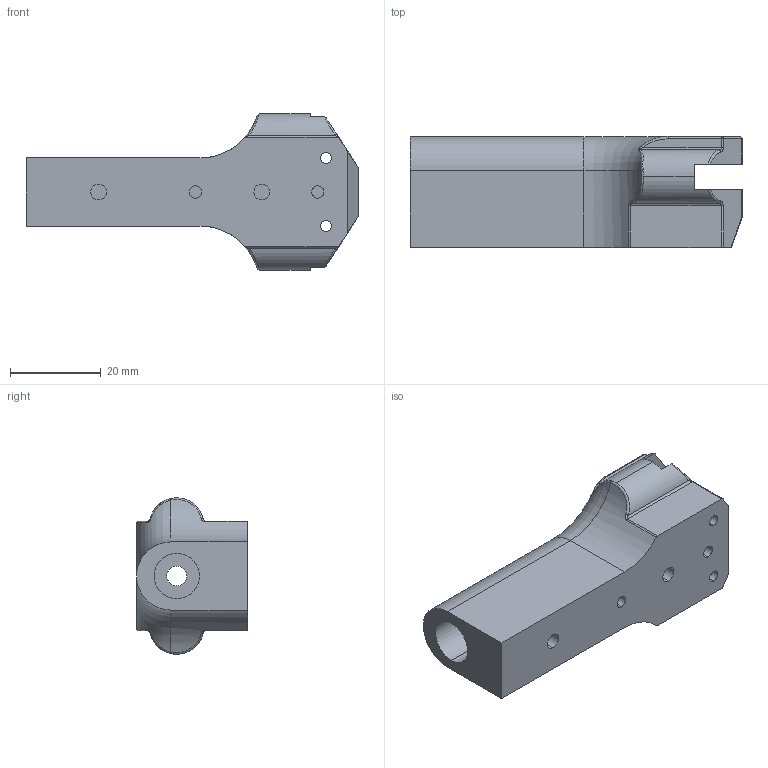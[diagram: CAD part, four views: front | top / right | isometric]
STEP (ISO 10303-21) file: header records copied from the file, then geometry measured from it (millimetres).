
FILE_DESCRIPTION (( 'STEP AP214' ), '1' );
FILE_NAME ('Cranck Retainer Frame.STEP', '2025-07-06T08:34:26', ( '' ), ( '' ), 'SwSTEP 2.0', 'SolidWorks 2025', '' );
FILE_SCHEMA (( 'AUTOMOTIVE_DESIGN' ));
Length unit declared in the file: millimetre
Products named in the file (1): Cranck Retainer Frame
Bounding box: 73.2 x 24.45 x 34.5 mm (x, y, z)
Volume: 25868.9 mm3; surface area: 10159.7 mm2
Topology: 1 solids, 1 shells, 113 faces, 280 edges, 170 vertices
Faces by surface type: cylinder 57, plane 30, bspline 18, sphere 6, torus 2
Entity records: 4298 total; most frequent: CARTESIAN_POINT 1407, ORIENTED_EDGE 552, DIRECTION 540, EDGE_CURVE 276, AXIS2_PLACEMENT_3D 211, VERTEX_POINT 170, EDGE_LOOP 128, VECTOR 118
